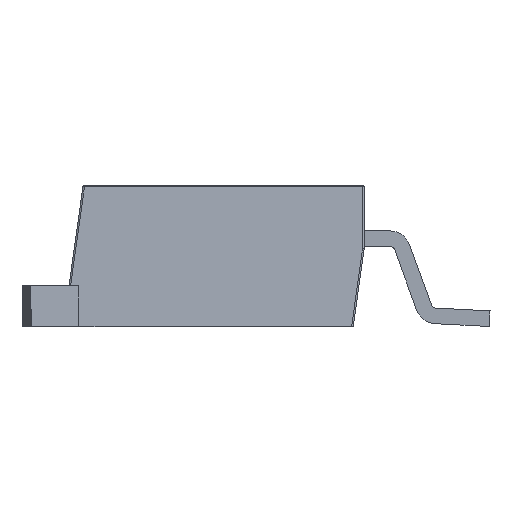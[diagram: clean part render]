
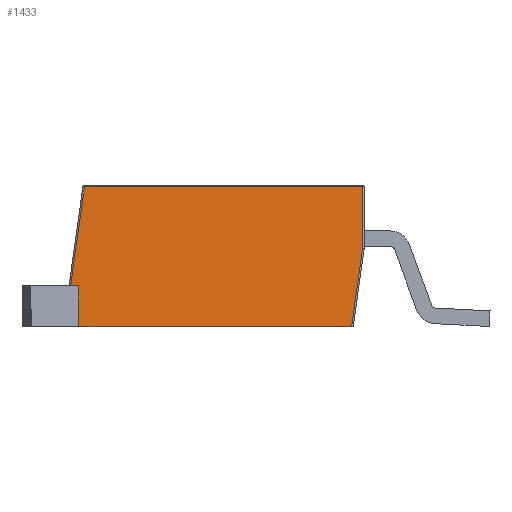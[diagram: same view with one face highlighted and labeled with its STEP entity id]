
A CAD part, left-side view. The second image highlights one B-rep face of the part: STEP entity #1433.
In plain terms, the highlighted planar face has unit normal (-0.999, 0, 0.052).
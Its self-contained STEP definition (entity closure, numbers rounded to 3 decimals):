
#338 = VECTOR ( 'NONE', #9357, 1000. ) ;
#382 = LINE ( 'NONE', #9355, #338 ) ;
#669 = ORIENTED_EDGE ( 'NONE', *, *, #1313, .T. ) ;
#1313 = EDGE_CURVE ( 'NONE', #4450, #3172, #382, .T. ) ;
#1433 = ADVANCED_FACE ( 'NONE', ( #9198 ), #8821, .T. ) ;
#1610 = CARTESIAN_POINT ( 'NONE',  ( -2.329, 4.05, 2.506 ) ) ;
#1748 = VERTEX_POINT ( 'NONE', #7958 ) ;
#2126 = LINE ( 'NONE', #2740, #2297 ) ;
#2297 = VECTOR ( 'NONE', #2525, 1000. ) ;
#2348 = VECTOR ( 'NONE', #8021, 1000. ) ;
#2525 = DIRECTION ( 'NONE',  ( 0., -1., 0. ) ) ;
#2577 = CARTESIAN_POINT ( 'NONE',  ( -2.46, 4.402, 0. ) ) ;
#2696 = VERTEX_POINT ( 'NONE', #5091 ) ;
#2740 = CARTESIAN_POINT ( 'NONE',  ( -2.227, 0., 4.453 ) ) ;
#3172 = VERTEX_POINT ( 'NONE', #2577 ) ;
#3236 = EDGE_CURVE ( 'NONE', #2696, #4594, #2126, .T. ) ;
#3564 = VERTEX_POINT ( 'NONE', #1610 ) ;
#3742 = ORIENTED_EDGE ( 'NONE', *, *, #7000, .T. ) ;
#3843 = DIRECTION ( 'NONE',  ( 0., -1., 0. ) ) ;
#3852 = CARTESIAN_POINT ( 'NONE',  ( -2.392, 13.6, 1.3 ) ) ;
#4372 = CARTESIAN_POINT ( 'NONE',  ( -2.392, 13.1, 1.3 ) ) ;
#4450 = VERTEX_POINT ( 'NONE', #7383 ) ;
#4594 = VERTEX_POINT ( 'NONE', #6018 ) ;
#4616 = VECTOR ( 'NONE', #3843, 1000. ) ;
#4633 = LINE ( 'NONE', #3852, #4616 ) ;
#5067 = LINE ( 'NONE', #8062, #2348 ) ;
#5091 = CARTESIAN_POINT ( 'NONE',  ( -2.227, 12.924, 4.453 ) ) ;
#5101 = ORIENTED_EDGE ( 'NONE', *, *, #9421, .T. ) ;
#5218 = VERTEX_POINT ( 'NONE', #4372 ) ;
#5239 = ORIENTED_EDGE ( 'NONE', *, *, #9082, .T. ) ;
#5592 = ORIENTED_EDGE ( 'NONE', *, *, #3236, .F. ) ;
#5845 = ORIENTED_EDGE ( 'NONE', *, *, #6495, .T. ) ;
#5960 = DIRECTION ( 'NONE',  ( -0.052, 0.139, -0.989 ) ) ;
#5981 = CARTESIAN_POINT ( 'NONE',  ( -2.227, 12.924, 4.453 ) ) ;
#6018 = CARTESIAN_POINT ( 'NONE',  ( -2.227, 4.05, 4.453 ) ) ;
#6458 = AXIS2_PLACEMENT_3D ( 'NONE', #8730, #8729, #8713 ) ;
#6485 = VECTOR ( 'NONE', #8965, 1000. ) ;
#6495 = EDGE_CURVE ( 'NONE', #3172, #3564, #6717, .T. ) ;
#6496 = CARTESIAN_POINT ( 'NONE',  ( -2.46, 4.05, 0. ) ) ;
#6717 = LINE ( 'NONE', #8981, #6485 ) ;
#6765 = DIRECTION ( 'NONE',  ( 0.052, 0., 0.999 ) ) ;
#6976 = LINE ( 'NONE', #5981, #7173 ) ;
#7000 = EDGE_CURVE ( 'NONE', #3564, #4594, #7812, .T. ) ;
#7173 = VECTOR ( 'NONE', #5960, 1000. ) ;
#7382 = ORIENTED_EDGE ( 'NONE', *, *, #8569, .T. ) ;
#7383 = CARTESIAN_POINT ( 'NONE',  ( -2.46, 13.1, 0. ) ) ;
#7812 = LINE ( 'NONE', #6496, #7830 ) ;
#7830 = VECTOR ( 'NONE', #6765, 1000. ) ;
#7958 = CARTESIAN_POINT ( 'NONE',  ( -2.392, 13.367, 1.3 ) ) ;
#8021 = DIRECTION ( 'NONE',  ( -0.052, 0., -0.999 ) ) ;
#8062 = CARTESIAN_POINT ( 'NONE',  ( -2.392, 13.1, 1.3 ) ) ;
#8242 = EDGE_LOOP ( 'NONE', ( #5592, #7382, #5101, #5239, #669, #5845, #3742 ) ) ;
#8569 = EDGE_CURVE ( 'NONE', #2696, #1748, #6976, .T. ) ;
#8713 = DIRECTION ( 'NONE',  ( 0.052, 0., 0.999 ) ) ;
#8729 = DIRECTION ( 'NONE',  ( -0.999, 0., 0.052 ) ) ;
#8730 = CARTESIAN_POINT ( 'NONE',  ( -2.46, 13.6, 0. ) ) ;
#8821 = PLANE ( 'NONE',  #6458 ) ;
#8965 = DIRECTION ( 'NONE',  ( 0.052, -0.139, 0.989 ) ) ;
#8981 = CARTESIAN_POINT ( 'NONE',  ( -2.46, 4.402, 0. ) ) ;
#9082 = EDGE_CURVE ( 'NONE', #5218, #4450, #5067, .T. ) ;
#9198 = FACE_OUTER_BOUND ( 'NONE', #8242, .T. ) ;
#9355 = CARTESIAN_POINT ( 'NONE',  ( -2.46, 13.6, 0. ) ) ;
#9357 = DIRECTION ( 'NONE',  ( 0., -1., 0. ) ) ;
#9421 = EDGE_CURVE ( 'NONE', #1748, #5218, #4633, .T. ) ;
